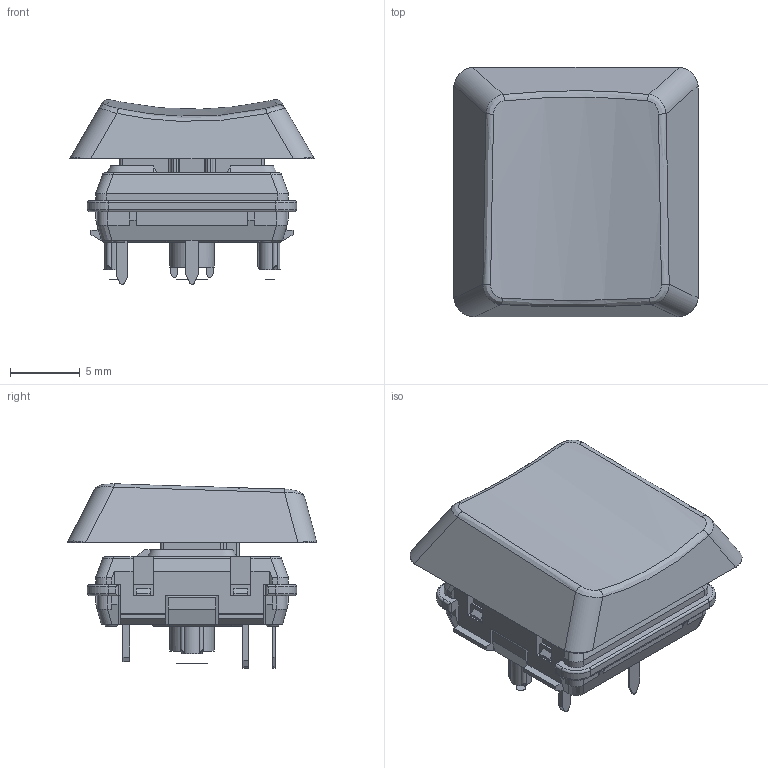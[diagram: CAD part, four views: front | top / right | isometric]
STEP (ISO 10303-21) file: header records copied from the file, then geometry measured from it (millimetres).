
FILE_DESCRIPTION(/* description */ (''),/* implementation_level */ '2;1');
FILE_NAME(/* name */ 'Kailh_Choc_With_keycap.step',/* time_stamp */ '2024-04-01T22:04:16+05:30',/* author */ (''),/* organization */ (''),/* preprocessor_version */ 'ST-DEVELOPER v20',/* originating_system */ 'Autodesk Translation Framework v12.20.1.177',/* authorisation */ '');
FILE_SCHEMA (('AUTOMOTIVE_DESIGN { 1 0 10303 214 3 1 1 }'));
Length unit declared in the file: millimetre
Products named in the file (2): Kailh Choc Low Profile Switch; Kailh LP Choc PC Keycap
Assembly tree (1 placements, depth 2):
  Kailh Choc Low Profile Switch
    Kailh LP Choc PC Keycap
Bounding box: 17.53 x 17.9 x 13.23 mm (x, y, z)
Volume: 1355.6 mm3; surface area: 2550.1 mm2
Topology: 9 solids, 9 shells, 620 faces, 1628 edges, 1033 vertices
Faces by surface type: plane 440, cylinder 109, bspline 43, cone 11, torus 10, sphere 7
Full cylindrical faces by diameter (mm): 1.8 x1, 3.2 x1
Entity records: 20735 total; most frequent: CARTESIAN_POINT 5529, ORIENTED_EDGE 3250, DIRECTION 2961, EDGE_CURVE 1625, LINE 1269, VECTOR 1269, VERTEX_POINT 1033, AXIS2_PLACEMENT_3D 846
